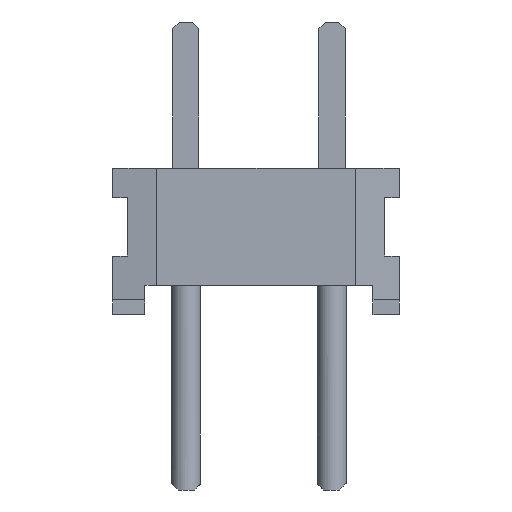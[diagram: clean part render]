
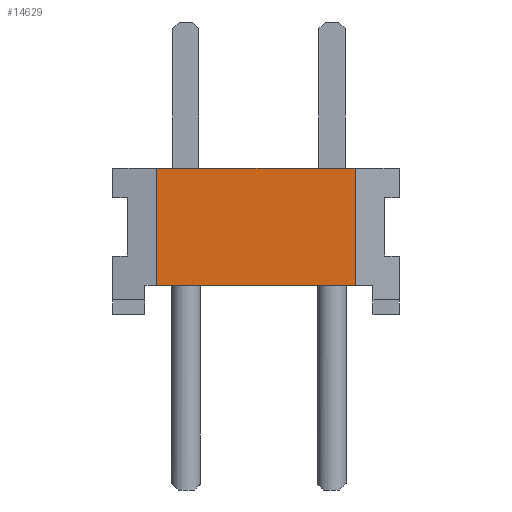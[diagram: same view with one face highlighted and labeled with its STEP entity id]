
A CAD part, left-side view. The second image highlights one B-rep face of the part: STEP entity #14629.
In plain terms, the highlighted planar face has unit normal (-1, 0, 0).
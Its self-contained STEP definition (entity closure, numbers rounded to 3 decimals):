
#14629 = ADVANCED_FACE('',(#14630),#14664,.F.);
#14630 = FACE_BOUND('',#14631,.T.);
#14631 = EDGE_LOOP('',(#14632,#14642,#14650,#14658));
#14632 = ORIENTED_EDGE('',*,*,#14633,.F.);
#14633 = EDGE_CURVE('',#14634,#14636,#14638,.T.);
#14634 = VERTEX_POINT('',#14635);
#14635 = CARTESIAN_POINT('',(-16.51,1.778,2.54));
#14636 = VERTEX_POINT('',#14637);
#14637 = CARTESIAN_POINT('',(-16.51,-1.676,2.54));
#14638 = LINE('',#14639,#14640);
#14639 = CARTESIAN_POINT('',(-16.51,2.54,2.54));
#14640 = VECTOR('',#14641,1.);
#14641 = DIRECTION('',(0.,-1.,0.));
#14642 = ORIENTED_EDGE('',*,*,#14643,.T.);
#14643 = EDGE_CURVE('',#14634,#14644,#14646,.T.);
#14644 = VERTEX_POINT('',#14645);
#14645 = CARTESIAN_POINT('',(-16.51,1.778,0.508));
#14646 = LINE('',#14647,#14648);
#14647 = CARTESIAN_POINT('',(-16.51,1.778,2.54));
#14648 = VECTOR('',#14649,1.);
#14649 = DIRECTION('',(0.,0.,-1.));
#14650 = ORIENTED_EDGE('',*,*,#14651,.T.);
#14651 = EDGE_CURVE('',#14644,#14652,#14654,.T.);
#14652 = VERTEX_POINT('',#14653);
#14653 = CARTESIAN_POINT('',(-16.51,-1.676,0.508));
#14654 = LINE('',#14655,#14656);
#14655 = CARTESIAN_POINT('',(-16.51,1.981,0.508));
#14656 = VECTOR('',#14657,1.);
#14657 = DIRECTION('',(0.,-1.,0.));
#14658 = ORIENTED_EDGE('',*,*,#14659,.T.);
#14659 = EDGE_CURVE('',#14652,#14636,#14660,.T.);
#14660 = LINE('',#14661,#14662);
#14661 = CARTESIAN_POINT('',(-16.51,-1.676,2.54));
#14662 = VECTOR('',#14663,1.);
#14663 = DIRECTION('',(0.,0.,1.));
#14664 = PLANE('',#14665);
#14665 = AXIS2_PLACEMENT_3D('',#14666,#14667,#14668);
#14666 = CARTESIAN_POINT('',(-16.51,2.54,2.54));
#14667 = DIRECTION('',(1.,0.,0.));
#14668 = DIRECTION('',(0.,1.,0.));
